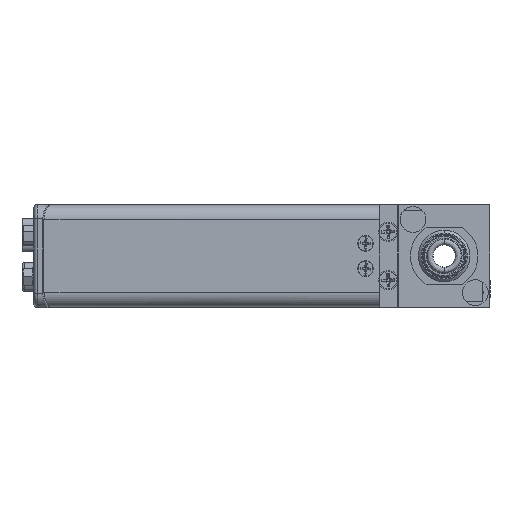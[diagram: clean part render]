
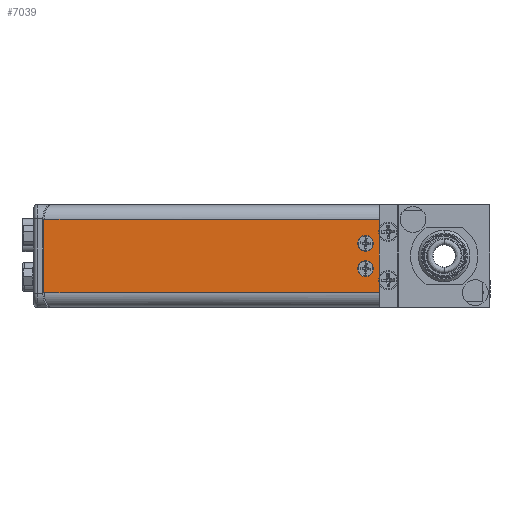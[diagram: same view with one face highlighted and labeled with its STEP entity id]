
A CAD part, left-side view. The second image highlights one B-rep face of the part: STEP entity #7039.
In plain terms, the highlighted planar face has unit normal (-1, 0, 0).
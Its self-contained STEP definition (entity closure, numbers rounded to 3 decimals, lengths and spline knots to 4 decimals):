
#3410 = ORIENTED_EDGE ( 'NONE', *, *, #56334, .F. ) ;
#6201 = ORIENTED_EDGE ( 'NONE', *, *, #50640, .F. ) ;
#6749 = CARTESIAN_POINT ( 'NONE',  ( -1.8182, 4.8631, 0.4013 ) ) ;
#7039 = ADVANCED_FACE ( 'NONE', ( #34625, #76499, #11272 ), #22258, .F. ) ;
#8511 = AXIS2_PLACEMENT_3D ( 'NONE', #33421, #85565, #75306 ) ;
#8998 = EDGE_LOOP ( 'NONE', ( #14765, #39795 ) ) ;
#9442 = DIRECTION ( 'NONE',  ( -1., 0., 0. ) ) ;
#9518 = DIRECTION ( 'NONE',  ( -1., 0., 0. ) ) ;
#10676 = CIRCLE ( 'NONE', #8511, 0.086 ) ;
#11272 = FACE_OUTER_BOUND ( 'NONE', #46299, .T. ) ;
#14393 = VERTEX_POINT ( 'NONE', #135424 ) ;
#14635 = CARTESIAN_POINT ( 'NONE',  ( -1.8182, 1.3516, 0.052 ) ) ;
#14765 = ORIENTED_EDGE ( 'NONE', *, *, #34554, .F. ) ;
#15173 = VECTOR ( 'NONE', #128450, 39.3701 ) ;
#19028 = AXIS2_PLACEMENT_3D ( 'NONE', #114531, #9442, #93223 ) ;
#20906 = ORIENTED_EDGE ( 'NONE', *, *, #73142, .F. ) ;
#21534 = VERTEX_POINT ( 'NONE', #134009 ) ;
#22258 = PLANE ( 'NONE',  #36780 ) ;
#25431 = CARTESIAN_POINT ( 'NONE',  ( -1.8182, 1.2, -0.5584 ) ) ;
#29171 = VECTOR ( 'NONE', #80945, 39.3701 ) ;
#29504 = DIRECTION ( 'NONE',  ( 0., 0., 1. ) ) ;
#29711 = CARTESIAN_POINT ( 'NONE',  ( -1.8182, 4.8631, 0.5588 ) ) ;
#29834 = ORIENTED_EDGE ( 'NONE', *, *, #121971, .T. ) ;
#30221 = ORIENTED_EDGE ( 'NONE', *, *, #99050, .F. ) ;
#31325 = VECTOR ( 'NONE', #49012, 39.3701 ) ;
#31425 = EDGE_CURVE ( 'NONE', #92052, #63867, #133380, .T. ) ;
#32581 = LINE ( 'NONE', #104669, #111840 ) ;
#32634 = CARTESIAN_POINT ( 'NONE',  ( -1.8182, 4.8631, -0.4009 ) ) ;
#33421 = CARTESIAN_POINT ( 'NONE',  ( -1.8182, 1.3516, -0.1376 ) ) ;
#34554 = EDGE_CURVE ( 'NONE', #107548, #21534, #10676, .T. ) ;
#34625 = FACE_BOUND ( 'NONE', #92644, .T. ) ;
#36780 = AXIS2_PLACEMENT_3D ( 'NONE', #52554, #54598, #94342 ) ;
#39795 = ORIENTED_EDGE ( 'NONE', *, *, #106974, .F. ) ;
#43208 = CIRCLE ( 'NONE', #19028, 0.086 ) ;
#43280 = DIRECTION ( 'NONE',  ( -1., 0., 0. ) ) ;
#46299 = EDGE_LOOP ( 'NONE', ( #30221, #75976, #3410, #29834 ) ) ;
#49012 = DIRECTION ( 'NONE',  ( 0., 0., 1. ) ) ;
#49967 = CARTESIAN_POINT ( 'NONE',  ( -1.8182, 1.2, -0.4009 ) ) ;
#50640 = EDGE_CURVE ( 'NONE', #14393, #104994, #43208, .T. ) ;
#52554 = CARTESIAN_POINT ( 'NONE',  ( -1.8182, 4.8631, 0.5588 ) ) ;
#54598 = DIRECTION ( 'NONE',  ( 1., 0., 0. ) ) ;
#56334 = EDGE_CURVE ( 'NONE', #58360, #92052, #32581, .T. ) ;
#58360 = VERTEX_POINT ( 'NONE', #49967 ) ;
#60433 = CARTESIAN_POINT ( 'NONE',  ( -1.8182, 1.3516, -0.1376 ) ) ;
#63658 = AXIS2_PLACEMENT_3D ( 'NONE', #107745, #43280, #118074 ) ;
#63867 = VERTEX_POINT ( 'NONE', #6749 ) ;
#64186 = DIRECTION ( 'NONE',  ( 0., 1., 0. ) ) ;
#71594 = AXIS2_PLACEMENT_3D ( 'NONE', #60433, #9518, #29504 ) ;
#73142 = EDGE_CURVE ( 'NONE', #104994, #14393, #120681, .T. ) ;
#75306 = DIRECTION ( 'NONE',  ( 0., 0., 1. ) ) ;
#75976 = ORIENTED_EDGE ( 'NONE', *, *, #31425, .F. ) ;
#76499 = FACE_BOUND ( 'NONE', #8998, .T. ) ;
#80945 = DIRECTION ( 'NONE',  ( 0., -1., 0. ) ) ;
#85565 = DIRECTION ( 'NONE',  ( -1., 0., 0. ) ) ;
#92052 = VERTEX_POINT ( 'NONE', #32634 ) ;
#92644 = EDGE_LOOP ( 'NONE', ( #6201, #20906 ) ) ;
#93223 = DIRECTION ( 'NONE',  ( 0., 0., 1. ) ) ;
#94342 = DIRECTION ( 'NONE',  ( 0., 0., -1. ) ) ;
#99050 = EDGE_CURVE ( 'NONE', #63867, #124213, #123532, .T. ) ;
#100846 = CARTESIAN_POINT ( 'NONE',  ( -1.8182, 4.8631, 0.4013 ) ) ;
#104669 = CARTESIAN_POINT ( 'NONE',  ( -1.8182, 4.8631, -0.4009 ) ) ;
#104994 = VERTEX_POINT ( 'NONE', #14635 ) ;
#106843 = CARTESIAN_POINT ( 'NONE',  ( -1.8182, 1.3516, -0.0516 ) ) ;
#106974 = EDGE_CURVE ( 'NONE', #21534, #107548, #132919, .T. ) ;
#107548 = VERTEX_POINT ( 'NONE', #106843 ) ;
#107745 = CARTESIAN_POINT ( 'NONE',  ( -1.8182, 1.3516, 0.138 ) ) ;
#109874 = LINE ( 'NONE', #25431, #15173 ) ;
#109922 = CARTESIAN_POINT ( 'NONE',  ( -1.8182, 1.2, 0.4013 ) ) ;
#111840 = VECTOR ( 'NONE', #64186, 39.3701 ) ;
#114531 = CARTESIAN_POINT ( 'NONE',  ( -1.8182, 1.3516, 0.138 ) ) ;
#118074 = DIRECTION ( 'NONE',  ( 0., 0., 1. ) ) ;
#120681 = CIRCLE ( 'NONE', #63658, 0.086 ) ;
#121971 = EDGE_CURVE ( 'NONE', #58360, #124213, #109874, .T. ) ;
#123532 = LINE ( 'NONE', #100846, #29171 ) ;
#124213 = VERTEX_POINT ( 'NONE', #109922 ) ;
#128450 = DIRECTION ( 'NONE',  ( 0., 0., 1. ) ) ;
#132919 = CIRCLE ( 'NONE', #71594, 0.086 ) ;
#133380 = LINE ( 'NONE', #29711, #31325 ) ;
#134009 = CARTESIAN_POINT ( 'NONE',  ( -1.8182, 1.3516, -0.2236 ) ) ;
#135424 = CARTESIAN_POINT ( 'NONE',  ( -1.8182, 1.3516, 0.224 ) ) ;
